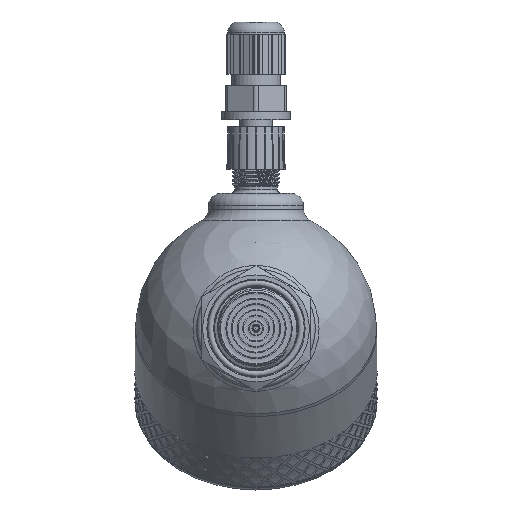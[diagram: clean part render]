
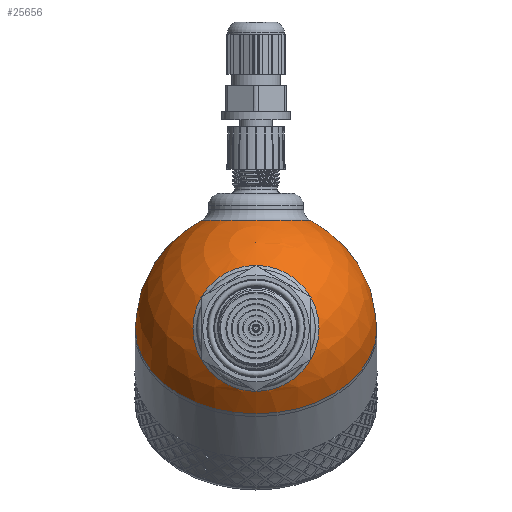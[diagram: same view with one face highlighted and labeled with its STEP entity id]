
A CAD part, left-side view. The second image highlights one B-rep face of the part: STEP entity #25656.
In plain terms, the highlighted spherical face has radius 30 mm.
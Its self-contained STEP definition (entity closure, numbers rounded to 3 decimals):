
#163=SPHERICAL_SURFACE('',#27137,30.);
#228=CIRCLE('',#27134,15.643);
#231=CIRCLE('',#27138,30.);
#232=CIRCLE('',#27139,30.);
#233=CIRCLE('',#27140,30.);
#234=CIRCLE('',#27141,13.5);
#1109=FACE_BOUND('',#5834,.T.);
#1110=FACE_BOUND('',#5835,.T.);
#4167=FACE_OUTER_BOUND('',#5833,.T.);
#5833=EDGE_LOOP('',(#18517,#18518,#18519,#18520));
#5834=EDGE_LOOP('',(#18521));
#5835=EDGE_LOOP('',(#18522));
#10634=VERTEX_POINT('',#39861);
#10636=VERTEX_POINT('',#39867);
#10637=VERTEX_POINT('',#39868);
#10638=VERTEX_POINT('',#39870);
#10639=VERTEX_POINT('',#39873);
#13618=EDGE_CURVE('',#10634,#10634,#228,.T.);
#13621=EDGE_CURVE('',#10636,#10637,#231,.T.);
#13622=EDGE_CURVE('',#10636,#10638,#232,.T.);
#13623=EDGE_CURVE('',#10637,#10636,#233,.T.);
#13624=EDGE_CURVE('',#10639,#10639,#234,.T.);
#18517=ORIENTED_EDGE('',*,*,#13621,.F.);
#18518=ORIENTED_EDGE('',*,*,#13622,.T.);
#18519=ORIENTED_EDGE('',*,*,#13622,.F.);
#18520=ORIENTED_EDGE('',*,*,#13623,.F.);
#18521=ORIENTED_EDGE('',*,*,#13618,.F.);
#18522=ORIENTED_EDGE('',*,*,#13624,.F.);
#25656=ADVANCED_FACE('',(#4167,#1109,#1110),#163,.T.);
#27134=AXIS2_PLACEMENT_3D('',#39862,#28786,#28787);
#27137=AXIS2_PLACEMENT_3D('',#39866,#28792,#28793);
#27138=AXIS2_PLACEMENT_3D('',#39869,#28794,#28795);
#27139=AXIS2_PLACEMENT_3D('',#39871,#28796,#28797);
#27140=AXIS2_PLACEMENT_3D('',#39872,#28798,#28799);
#27141=AXIS2_PLACEMENT_3D('',#39874,#28800,#28801);
#28786=DIRECTION('center_axis',(-0.707,0.,0.707));
#28787=DIRECTION('ref_axis',(0.707,0.,0.707));
#28792=DIRECTION('center_axis',(1.,0.,0.));
#28793=DIRECTION('ref_axis',(0.,-1.,0.));
#28794=DIRECTION('center_axis',(1.,0.,0.));
#28795=DIRECTION('ref_axis',(0.,1.,0.));
#28796=DIRECTION('center_axis',(0.,0.,1.));
#28797=DIRECTION('ref_axis',(0.,1.,0.));
#28798=DIRECTION('center_axis',(1.,0.,0.));
#28799=DIRECTION('ref_axis',(0.,1.,0.));
#28800=DIRECTION('center_axis',(-0.707,0.,-0.707));
#28801=DIRECTION('ref_axis',(-0.707,0.,0.707));
#39861=CARTESIAN_POINT('',(-29.162,0.,7.04));
#39862=CARTESIAN_POINT('Origin',(-18.101,0.,18.101));
#39866=CARTESIAN_POINT('Origin',(0.,0.,0.));
#39867=CARTESIAN_POINT('',(0.,30.,0.));
#39868=CARTESIAN_POINT('',(0.,-30.,0.));
#39869=CARTESIAN_POINT('Origin',(0.,0.,0.));
#39870=CARTESIAN_POINT('',(-30.,0.,0.));
#39871=CARTESIAN_POINT('Origin',(0.,0.,0.));
#39872=CARTESIAN_POINT('Origin',(0.,0.,0.));
#39873=CARTESIAN_POINT('',(-9.398,0.,-28.49));
#39874=CARTESIAN_POINT('Origin',(-18.944,0.,-18.944));
